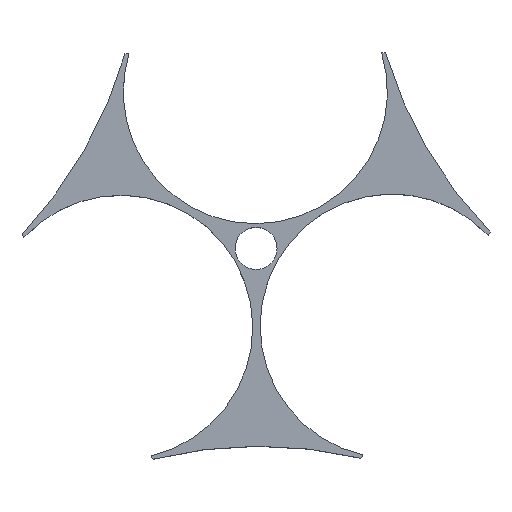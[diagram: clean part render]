
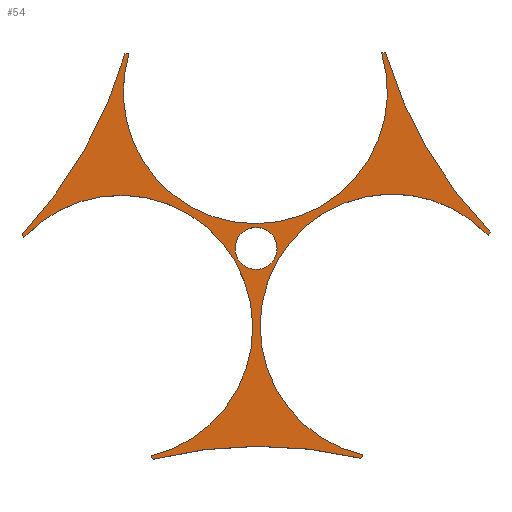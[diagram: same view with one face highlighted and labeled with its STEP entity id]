
A CAD part, top view. The second image highlights one B-rep face of the part: STEP entity #54.
In plain terms, the highlighted planar face has unit normal (0, 0, 1).
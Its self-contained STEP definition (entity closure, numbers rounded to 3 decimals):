
#54=ADVANCED_FACE('',(#77,#79),#81,.T.);
#77=FACE_BOUND('',#78,.T.);
#78=EDGE_LOOP('',(#192,#193,#194,#195,#196,#197,#198,#199,#200,#201,#202,#203));
#79=FACE_BOUND('',#80,.T.);
#80=EDGE_LOOP('',(#204));
#81=PLANE('',#82);
#82=AXIS2_PLACEMENT_3D('',#83,#84,#85);
#83=CARTESIAN_POINT('',(0.,0.,4.));
#84=DIRECTION('',(0.,0.,1.));
#85=DIRECTION('',(-1.,0.,0.));
#192=ORIENTED_EDGE('',*,*,#268,.T.);
#193=ORIENTED_EDGE('',*,*,#269,.T.);
#194=ORIENTED_EDGE('',*,*,#270,.T.);
#195=ORIENTED_EDGE('',*,*,#271,.T.);
#196=ORIENTED_EDGE('',*,*,#272,.T.);
#197=ORIENTED_EDGE('',*,*,#273,.T.);
#198=ORIENTED_EDGE('',*,*,#274,.T.);
#199=ORIENTED_EDGE('',*,*,#275,.T.);
#200=ORIENTED_EDGE('',*,*,#276,.T.);
#201=ORIENTED_EDGE('',*,*,#277,.T.);
#202=ORIENTED_EDGE('',*,*,#278,.T.);
#203=ORIENTED_EDGE('',*,*,#279,.T.);
#204=ORIENTED_EDGE('',*,*,#280,.T.);
#268=EDGE_CURVE('',#319,#320,#321,.T.);
#269=EDGE_CURVE('',#320,#322,#323,.T.);
#270=EDGE_CURVE('',#322,#324,#325,.T.);
#271=EDGE_CURVE('',#324,#326,#327,.T.);
#272=EDGE_CURVE('',#326,#328,#329,.T.);
#273=EDGE_CURVE('',#328,#330,#331,.T.);
#274=EDGE_CURVE('',#330,#332,#333,.T.);
#275=EDGE_CURVE('',#332,#334,#335,.T.);
#276=EDGE_CURVE('',#334,#336,#337,.T.);
#277=EDGE_CURVE('',#336,#338,#339,.T.);
#278=EDGE_CURVE('',#338,#340,#341,.T.);
#279=EDGE_CURVE('',#340,#319,#342,.T.);
#280=EDGE_CURVE('',#343,#343,#344,.F.);
#319=VERTEX_POINT('',#416);
#320=VERTEX_POINT('',#417);
#321=CIRCLE('',#418,9.);
#322=VERTEX_POINT('',#422);
#323=LINE('',#423,#424);
#324=VERTEX_POINT('',#426);
#325=CIRCLE('',#427,30.);
#326=VERTEX_POINT('',#431);
#327=LINE('',#432,#433);
#328=VERTEX_POINT('',#435);
#329=CIRCLE('',#436,9.);
#330=VERTEX_POINT('',#440);
#331=LINE('',#441,#442);
#332=VERTEX_POINT('',#444);
#333=CIRCLE('',#445,30.);
#334=VERTEX_POINT('',#449);
#335=LINE('',#450,#451);
#336=VERTEX_POINT('',#453);
#337=CIRCLE('',#454,9.);
#338=VERTEX_POINT('',#458);
#339=LINE('',#459,#460);
#340=VERTEX_POINT('',#462);
#341=CIRCLE('',#463,30.);
#342=LINE('',#467,#468);
#343=VERTEX_POINT('',#470);
#344=CIRCLE('',#471,1.431);
#416=CARTESIAN_POINT('',(-15.57,0.355,4.));
#417=CARTESIAN_POINT('',(-6.888,-14.527,4.));
#418=AXIS2_PLACEMENT_3D('',#419,#420,#421);
#419=CARTESIAN_POINT('',(-8.977,-5.772,4.));
#420=DIRECTION('',(0.,0.,-1.));
#421=DIRECTION('',(-0.732,0.681,0.));
#422=CARTESIAN_POINT('',(-6.757,-14.752,4.));
#423=CARTESIAN_POINT('',(-6.888,-14.527,4.));
#424=VECTOR('',#425,1.);
#425=DIRECTION('',(0.504,-0.864,0.));
#426=CARTESIAN_POINT('',(7.383,-14.688,4.));
#427=AXIS2_PLACEMENT_3D('',#428,#429,#430);
#428=CARTESIAN_POINT('',(0.444,-43.875,4.));
#429=DIRECTION('',(0.,0.,-1.));
#430=DIRECTION('',(-0.24,0.971,0.));
#431=CARTESIAN_POINT('',(7.512,-14.462,4.));
#432=CARTESIAN_POINT('',(7.383,-14.688,4.));
#433=VECTOR('',#434,1.);
#434=DIRECTION('',(0.496,0.868,0.));
#435=CARTESIAN_POINT('',(16.059,0.497,4.));
#436=AXIS2_PLACEMENT_3D('',#437,#438,#439);
#437=CARTESIAN_POINT('',(9.523,-5.689,4.));
#438=DIRECTION('',(0.,0.,-1.));
#439=DIRECTION('',(-0.223,-0.975,0.));
#440=CARTESIAN_POINT('',(16.189,0.724,4.));
#441=CARTESIAN_POINT('',(16.059,0.497,4.));
#442=VECTOR('',#443,1.);
#443=DIRECTION('',(0.496,0.868,0.));
#444=CARTESIAN_POINT('',(9.064,12.937,4.));
#445=AXIS2_PLACEMENT_3D('',#446,#447,#448);
#446=CARTESIAN_POINT('',(37.809,21.521,4.));
#447=DIRECTION('',(0.,0.,-1.));
#448=DIRECTION('',(-0.721,-0.693,0.));
#449=CARTESIAN_POINT('',(8.803,12.936,4.));
#450=CARTESIAN_POINT('',(9.064,12.937,4.));
#451=VECTOR('',#452,1.);
#452=DIRECTION('',(-1.,-0.005,0.));
#453=CARTESIAN_POINT('',(-8.425,12.859,4.));
#454=AXIS2_PLACEMENT_3D('',#455,#456,#457);
#455=CARTESIAN_POINT('',(0.2,10.291,4.));
#456=DIRECTION('',(0.,0.,-1.));
#457=DIRECTION('',(0.956,0.294,0.));
#458=CARTESIAN_POINT('',(-8.686,12.857,4.));
#459=CARTESIAN_POINT('',(-8.425,12.859,4.));
#460=VECTOR('',#461,1.);
#461=DIRECTION('',(-1.,-0.005,0.));
#462=CARTESIAN_POINT('',(-15.701,0.58,4.));
#463=AXIS2_PLACEMENT_3D('',#464,#465,#466);
#464=CARTESIAN_POINT('',(-37.508,21.182,4.));
#465=DIRECTION('',(0.,0.,-1.));
#466=DIRECTION('',(0.961,-0.278,0.));
#467=CARTESIAN_POINT('',(-15.701,0.58,4.));
#468=VECTOR('',#469,1.);
#469=DIRECTION('',(0.504,-0.864,0.));
#470=CARTESIAN_POINT('',(-1.182,-0.39,4.));
#471=AXIS2_PLACEMENT_3D('',#472,#473,#474);
#472=CARTESIAN_POINT('',(0.249,-0.39,4.));
#473=DIRECTION('',(0.,0.,1.));
#474=DIRECTION('',(-1.,0.,0.));
